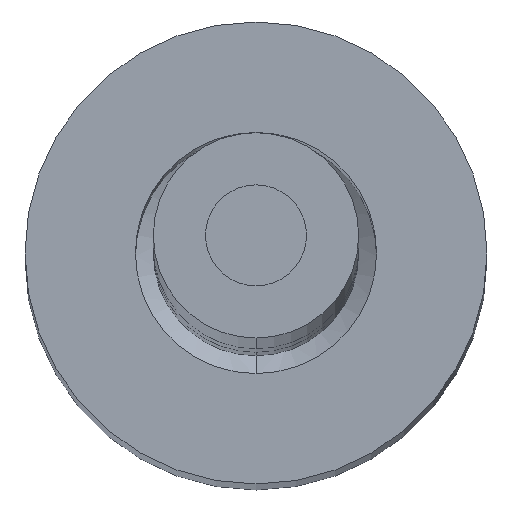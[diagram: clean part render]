
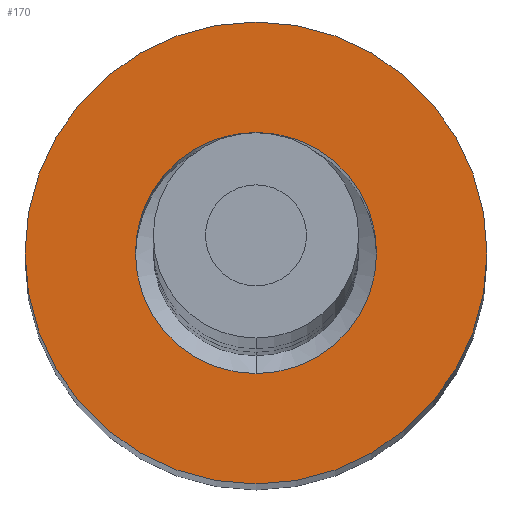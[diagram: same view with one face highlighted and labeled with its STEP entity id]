
A CAD part, top view. The second image highlights one B-rep face of the part: STEP entity #170.
In plain terms, the highlighted planar face has unit normal (0, 0, 1).
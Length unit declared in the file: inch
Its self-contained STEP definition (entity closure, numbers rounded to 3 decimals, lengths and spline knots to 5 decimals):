
#1=CARTESIAN_POINT('',(0.,0.,0.335));
#2=DIRECTION('',(0.,0.,1.));
#3=DIRECTION('',(0.,1.,0.));
#4=AXIS2_PLACEMENT_3D('',#1,#2,#3);
#6=CARTESIAN_POINT('',(0.,0.,0.335));
#7=DIRECTION('',(0.,0.,-1.));
#8=DIRECTION('',(0.,1.,0.));
#9=AXIS2_PLACEMENT_3D('',#6,#7,#8);
#103=CARTESIAN_POINT('',(0.,0.,0.335));
#104=DIRECTION('',(0.,0.,1.));
#105=DIRECTION('',(0.,1.,0.));
#106=AXIS2_PLACEMENT_3D('',#103,#104,#105);
#112=CARTESIAN_POINT('',(0.,0.,0.335));
#113=DIRECTION('',(0.,0.,-1.));
#114=DIRECTION('',(0.,1.,0.));
#115=AXIS2_PLACEMENT_3D('',#112,#113,#114);
#121=CARTESIAN_POINT('',(0.,0.0235,0.335));
#123=VERTEX_POINT('',#121);
#134=CARTESIAN_POINT('',(0.,0.045,0.335));
#136=VERTEX_POINT('',#134);
#137=CARTESIAN_POINT('',(0.,-0.0235,0.335));
#139=VERTEX_POINT('',#137);
#150=CARTESIAN_POINT('',(0.,-0.045,0.335));
#152=VERTEX_POINT('',#150);
#153=CARTESIAN_POINT('',(0.,0.,0.335));
#154=DIRECTION('',(0.,0.,1.));
#155=DIRECTION('',(0.,1.,0.));
#156=AXIS2_PLACEMENT_3D('',#153,#154,#155);
#157=PLANE('',#156);
#159=ORIENTED_EDGE('',*,*,#158,.F.);
#161=ORIENTED_EDGE('',*,*,#160,.T.);
#162=EDGE_LOOP('',(#159,#161));
#163=FACE_OUTER_BOUND('',#162,.F.);
#165=ORIENTED_EDGE('',*,*,#164,.F.);
#167=ORIENTED_EDGE('',*,*,#166,.T.);
#168=EDGE_LOOP('',(#165,#167));
#169=FACE_BOUND('',#168,.F.);
#170=ADVANCED_FACE('',(#163,#169),#157,.T.);
#5=CIRCLE('',#4,0.045);
#10=CIRCLE('',#9,0.045);
#107=CIRCLE('',#106,0.0235);
#116=CIRCLE('',#115,0.0235);
#158=EDGE_CURVE('',#136,#152,#5,.T.);
#160=EDGE_CURVE('',#136,#152,#10,.T.);
#164=EDGE_CURVE('',#123,#139,#116,.T.);
#166=EDGE_CURVE('',#123,#139,#107,.T.);
